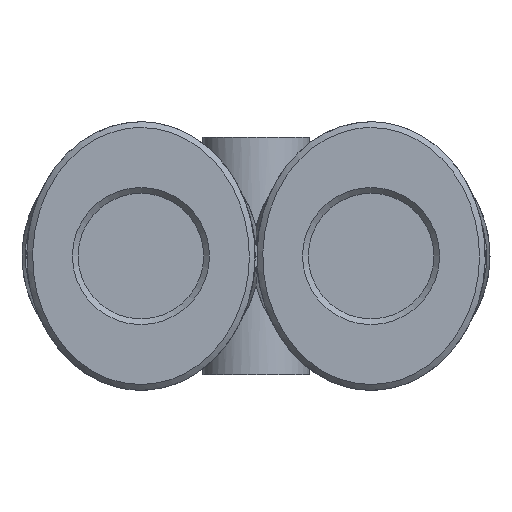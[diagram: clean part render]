
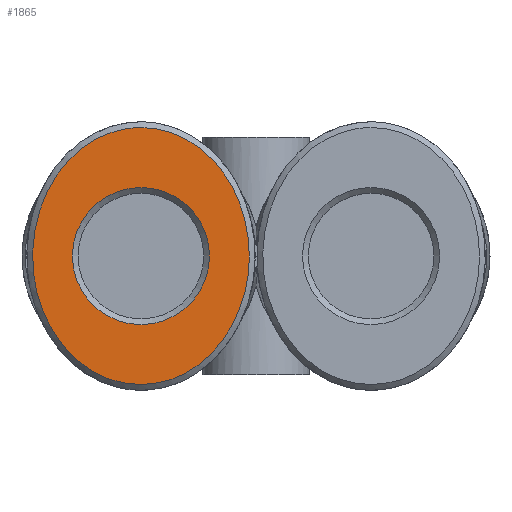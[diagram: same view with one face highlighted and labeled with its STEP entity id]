
A CAD part, left-side view. The second image highlights one B-rep face of the part: STEP entity #1865.
In plain terms, the highlighted face is planar.
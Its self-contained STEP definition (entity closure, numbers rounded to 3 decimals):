
#1798=CARTESIAN_POINT('',(6.7,5.,0.));
#1799=VERTEX_POINT('',#1798);
#1826=CARTESIAN_POINT('',(6.701,5.,0.));
#1827=CARTESIAN_POINT('',(6.702,5.,0.836));
#1828=CARTESIAN_POINT('',(6.252,5.,2.512));
#1829=CARTESIAN_POINT('',(4.341,5.,4.556));
#1830=CARTESIAN_POINT('',(1.558,5.,5.691));
#1831=CARTESIAN_POINT('',(-2.605,5.,5.717));
#1832=CARTESIAN_POINT('',(-6.337,5.,3.162));
#1833=CARTESIAN_POINT('',(-6.912,5.,-0.307));
#1834=CARTESIAN_POINT('',(-5.768,5.,-3.555));
#1835=CARTESIAN_POINT('',(-1.727,5.,-6.315));
#1836=CARTESIAN_POINT('',(3.725,5.,-5.254));
#1837=CARTESIAN_POINT('',(6.246,5.,-2.506));
#1838=CARTESIAN_POINT('',(6.7,5.,-0.837));
#1839=CARTESIAN_POINT('',(6.701,5.,0.));
#1840=B_SPLINE_CURVE_WITH_KNOTS('',3,(#1826,#1827,#1828,#1829,#1830,#1831,#1832,#1833,#1834,#1835,#1836,#1837,#1838,#1839),.UNSPECIFIED.,.T.,.U.,(4,1,1,1,1,1,1,1,1,1,1,4),(-3.142,-2.693,-2.244,-1.795,-1.346,-0.449,0.15,0.449,1.346,2.244,2.693,3.142),.UNSPECIFIED.);
#1841=EDGE_CURVE('',#1799,#1799,#1840,.T.);
#1846=CARTESIAN_POINT('',(0.,5.0,0.));
#1847=DIRECTION('',(0.0,-1.0,0.0));
#1848=DIRECTION('',(0.0,0.0,-1.0));
#1849=AXIS2_PLACEMENT_3D('',#1846,#1847,#1848);
#1850=PLANE('',#1849);
#1851=ORIENTED_EDGE('',*,*,#1841,.F.);
#1852=EDGE_LOOP('',(#1851));
#1853=FACE_OUTER_BOUND('',#1852,.T.);
#1854=CARTESIAN_POINT('',(3.575,5.,0.));
#1855=VERTEX_POINT('',#1854);
#1856=CARTESIAN_POINT('',(0.,5.0,0.0));
#1857=DIRECTION('',(0.0,1.0,0.0));
#1858=DIRECTION('',(-1.0,0.0,0.0));
#1859=AXIS2_PLACEMENT_3D('',#1856,#1857,#1858);
#1860=CIRCLE('',#1859,3.575);
#1861=EDGE_CURVE('',#1855,#1855,#1860,.T.);
#1862=ORIENTED_EDGE('',*,*,#1861,.F.);
#1863=EDGE_LOOP('',(#1862));
#1864=FACE_BOUND('',#1863,.T.);
#1865=ADVANCED_FACE('',(#1853,#1864),#1850,.F.);
